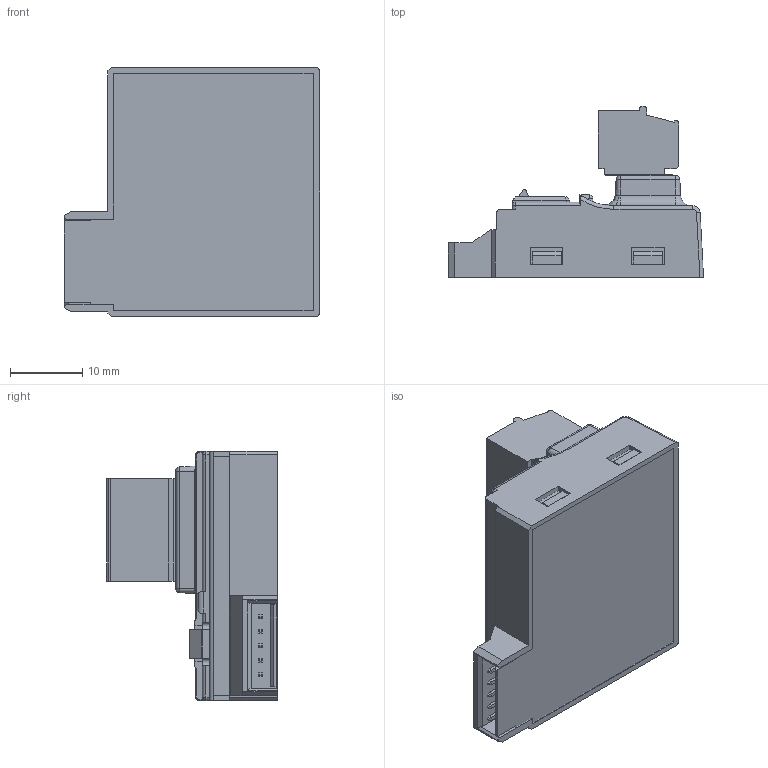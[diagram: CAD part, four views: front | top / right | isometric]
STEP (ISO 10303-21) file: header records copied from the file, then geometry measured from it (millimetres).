
FILE_DESCRIPTION((''),'2;1');
FILE_NAME('INTERFACE_RS485','2014-03-14T',('LPADBY2'),('CROUZET-AUTOMATISMES'),'PRO/ENGINEER BY PARAMETRIC TECHNOLOGY CORPORATION, 2010280','PRO/ENGINEER BY PARAMETRIC TECHNOLOGY CORPORATION, 2010280','');
FILE_SCHEMA(('CONFIG_CONTROL_DESIGN'));
Length unit declared in the file: millimetre
Products named in the file (1): INTERFACE_RS485
Bounding box: 35.3 x 23.65 x 34.5 mm (x, y, z)
Surface area: 8013.3 mm2 (no closed solid volume)
Topology: 0 solids, 13 shells, 606 faces, 1888 edges, 1287 vertices
Faces by surface type: plane 389, cylinder 147, torus 34, cone 20, bspline 12, sphere 4
Entity records: 21666 total; most frequent: CARTESIAN_POINT 5054, ORIENTED_EDGE 3345, DIRECTION 3315, EDGE_CURVE 1888, VECTOR 1347, LINE 1347, VERTEX_POINT 1287, AXIS2_PLACEMENT_3D 984
